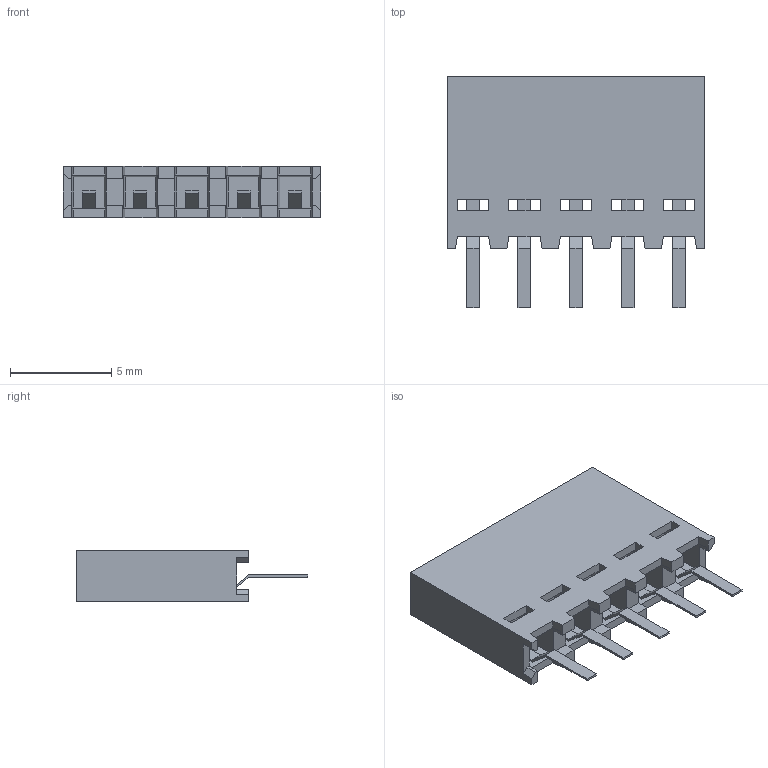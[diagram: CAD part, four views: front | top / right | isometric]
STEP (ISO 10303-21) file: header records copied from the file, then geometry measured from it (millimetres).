
FILE_DESCRIPTION((''),'2;1');
FILE_NAME('901471105','2014-04-10T',('me'),(''),'PRO/ENGINEER BY PARAMETRIC TECHNOLOGY CORPORATION, 2011490','PRO/ENGINEER BY PARAMETRIC TECHNOLOGY CORPORATION, 2011490','');
FILE_SCHEMA(('CONFIG_CONTROL_DESIGN'));
Length unit declared in the file: millimetre
Products named in the file (1): 901471105
Bounding box: 12.7 x 11.4 x 2.54 mm (x, y, z)
Volume: 219.2 mm3; surface area: 443.6 mm2
Topology: 1 solids, 1 shells, 243 faces, 727 edges, 474 vertices
Faces by surface type: plane 243
Entity records: 8057 total; most frequent: CARTESIAN_POINT 1435, ORIENTED_EDGE 1434, DIRECTION 1225, VECTOR 717, LINE 717, EDGE_CURVE 717, VERTEX_POINT 464, EDGE_LOOP 261
